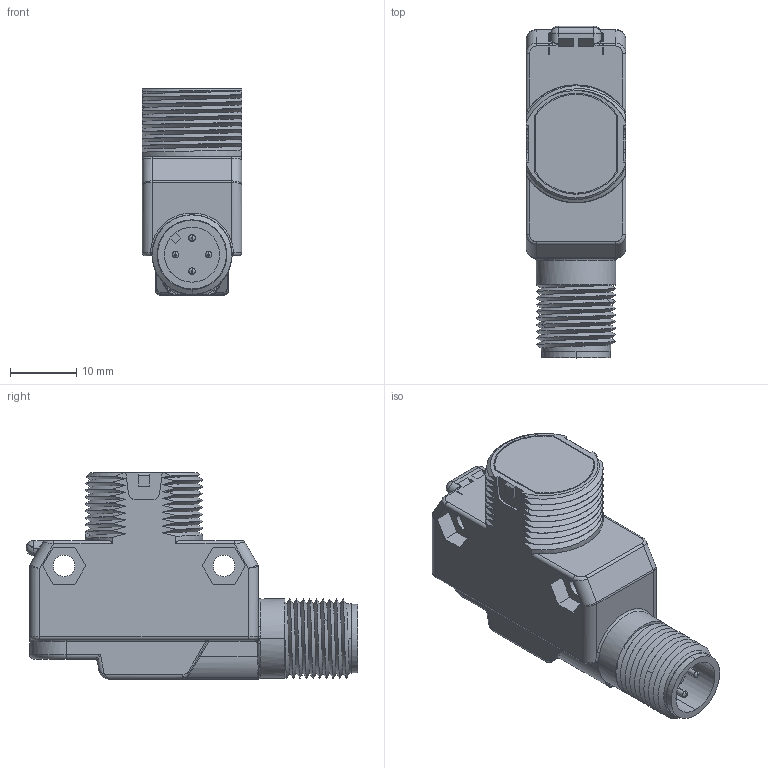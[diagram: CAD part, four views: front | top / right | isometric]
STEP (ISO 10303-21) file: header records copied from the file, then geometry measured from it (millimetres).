
FILE_DESCRIPTION((''),'2;1');
FILE_NAME('139456_SW','2008-05-07T',('banengservice'),('BANNER ENGINEERING'),'PRO/ENGINEER BY PARAMETRIC TECHNOLOGY CORPORATION, 2006170','PRO/ENGINEER BY PARAMETRIC TECHNOLOGY CORPORATION, 2006170','');
FILE_SCHEMA(('CONFIG_CONTROL_DESIGN'));
Length unit declared in the file: inch
Products named in the file (1): 139456_SW
Bounding box: 15 x 50.03 x 31.1 mm (x, y, z)
Volume: 12136.8 mm3; surface area: 5356.9 mm2
Topology: 1 solids, 1 shells, 412 faces, 1056 edges, 654 vertices
Faces by surface type: plane 136, cylinder 133, bspline 113, torus 19, sphere 8, cone 3
Entity records: 22536 total; most frequent: CARTESIAN_POINT 13449, ORIENTED_EDGE 2108, DIRECTION 1530, EDGE_CURVE 1054, VERTEX_POINT 654, AXIS2_PLACEMENT_3D 522, VECTOR 486, LINE 486
